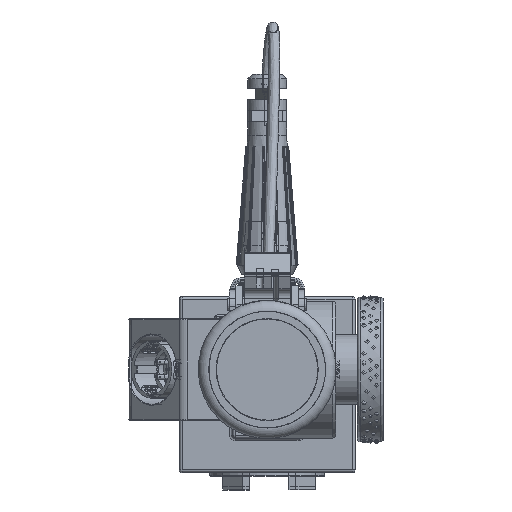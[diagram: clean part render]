
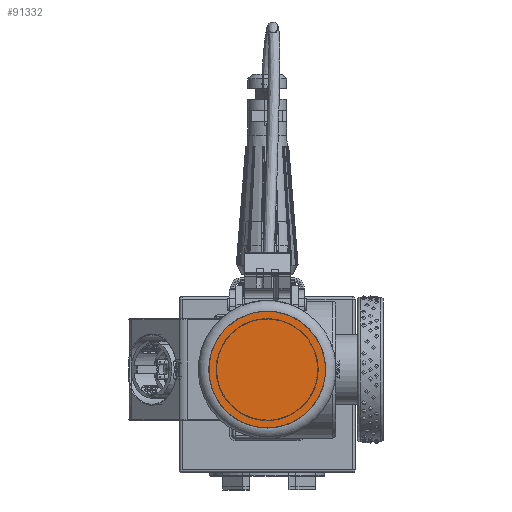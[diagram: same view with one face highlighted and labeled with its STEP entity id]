
A CAD part, front view. The second image highlights one B-rep face of the part: STEP entity #91332.
In plain terms, the highlighted face is planar.
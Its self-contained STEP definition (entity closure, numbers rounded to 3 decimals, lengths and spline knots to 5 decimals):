
#8517=PLANE('',#98796);
#13574=FACE_OUTER_BOUND('',#19084,.T.);
#19084=EDGE_LOOP('',(#82013));
#22798=CIRCLE('',#98794,0.63);
#45397=VERTEX_POINT('',#239969);
#57783=EDGE_CURVE('',#45397,#45397,#22798,.T.);
#82013=ORIENTED_EDGE('',*,*,#57783,.T.);
#91332=ADVANCED_FACE('',(#13574),#8517,.T.);
#98794=AXIS2_PLACEMENT_3D('',#239970,#116516,#116517);
#98796=AXIS2_PLACEMENT_3D('',#239972,#116520,#116521);
#116516=DIRECTION('center_axis',(0.,1.,0.));
#116517=DIRECTION('ref_axis',(1.,0.,0.));
#116520=DIRECTION('center_axis',(0.,1.,0.));
#116521=DIRECTION('ref_axis',(0.,0.,1.));
#239969=CARTESIAN_POINT('',(0.,5.,-0.63));
#239970=CARTESIAN_POINT('Origin',(0.,5.,0.));
#239972=CARTESIAN_POINT('Origin',(0.,5.,0.));
